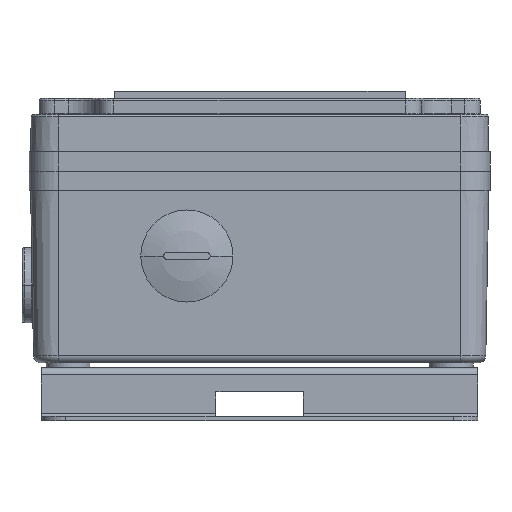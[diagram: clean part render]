
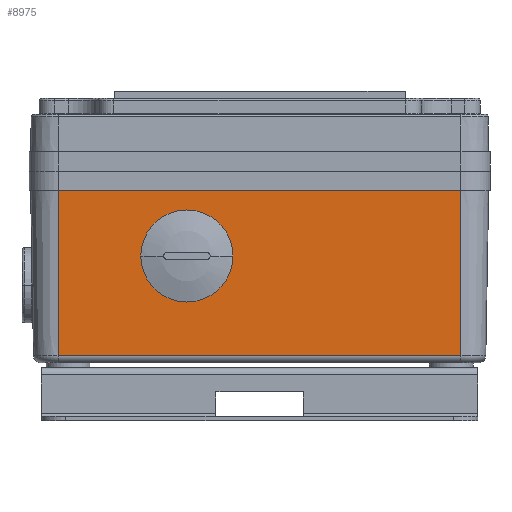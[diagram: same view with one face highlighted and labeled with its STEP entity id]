
A CAD part, front view. The second image highlights one B-rep face of the part: STEP entity #8975.
In plain terms, the highlighted planar face has unit normal (0, -1, -0.018).
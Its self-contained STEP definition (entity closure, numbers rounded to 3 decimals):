
#172=DIRECTION('',(-1.,0.,0.));
#173=VECTOR('',#172,83.03);
#174=CARTESIAN_POINT('',(41.513,-31.638,1.474));
#175=LINE('',#174,#173);
#176=DIRECTION('',(0.,-0.017,1.));
#177=VECTOR('',#176,34.031);
#178=CARTESIAN_POINT('',(-41.517,-31.638,1.474));
#179=LINE('',#178,#177);
#180=DIRECTION('',(1.,0.,0.));
#181=VECTOR('',#180,83.03);
#182=CARTESIAN_POINT('',(-41.515,-32.232,35.5));
#183=LINE('',#182,#181);
#184=CARTESIAN_POINT('',(-23.1,-31.996,22.));
#185=CARTESIAN_POINT('',(-23.1,-32.013,22.955));
#186=CARTESIAN_POINT('',(-22.754,-32.049,25.018));
#187=CARTESIAN_POINT('',(-21.208,-32.091,27.416));
#188=CARTESIAN_POINT('',(-19.458,-32.116,28.831));
#189=CARTESIAN_POINT('',(-17.992,-32.129,29.585));
#190=CARTESIAN_POINT('',(-16.463,-32.136,30.015));
#191=CARTESIAN_POINT('',(-15.,-32.138,30.142));
#192=CARTESIAN_POINT('',(-13.537,-32.136,30.015));
#193=CARTESIAN_POINT('',(-12.008,-32.129,29.585));
#194=CARTESIAN_POINT('',(-10.542,-32.116,28.831));
#195=CARTESIAN_POINT('',(-8.792,-32.091,27.416));
#196=CARTESIAN_POINT('',(-7.246,-32.049,25.018));
#197=CARTESIAN_POINT('',(-6.9,-32.013,22.955));
#198=CARTESIAN_POINT('',(-6.9,-31.996,22.));
#200=CARTESIAN_POINT('',(-6.9,-31.996,22.));
#201=CARTESIAN_POINT('',(-6.9,-31.98,21.045));
#202=CARTESIAN_POINT('',(-7.246,-31.944,18.982));
#203=CARTESIAN_POINT('',(-8.792,-31.902,16.584));
#204=CARTESIAN_POINT('',(-10.542,-31.877,15.169));
#205=CARTESIAN_POINT('',(-12.008,-31.864,14.415));
#206=CARTESIAN_POINT('',(-13.537,-31.856,13.985));
#207=CARTESIAN_POINT('',(-15.,-31.854,13.858));
#208=CARTESIAN_POINT('',(-16.463,-31.856,13.985));
#209=CARTESIAN_POINT('',(-17.992,-31.864,14.415));
#210=CARTESIAN_POINT('',(-19.458,-31.877,15.169));
#211=CARTESIAN_POINT('',(-21.208,-31.902,16.584));
#212=CARTESIAN_POINT('',(-22.754,-31.944,18.982));
#213=CARTESIAN_POINT('',(-23.1,-31.98,21.045));
#214=CARTESIAN_POINT('',(-23.1,-31.996,22.));
#6639=DIRECTION('',(0.,-0.017,1.));
#6640=VECTOR('',#6639,34.031);
#6641=CARTESIAN_POINT('',(41.513,-31.638,1.474));
#6642=LINE('',#6641,#6640);
#8631=CARTESIAN_POINT('',(-23.1,-31.996,22.));
#8633=VERTEX_POINT('',#8631);
#8635=CARTESIAN_POINT('',(-6.9,-31.996,22.));
#8637=VERTEX_POINT('',#8635);
#8646=CARTESIAN_POINT('',(-41.515,-32.232,35.5));
#8647=VERTEX_POINT('',#8646);
#8648=CARTESIAN_POINT('',(41.515,-32.232,35.5));
#8649=VERTEX_POINT('',#8648);
#8658=CARTESIAN_POINT('',(-41.517,-31.638,
1.474));
#8660=VERTEX_POINT('',#8658);
#8678=CARTESIAN_POINT('',(41.513,-31.638,1.474));
#8679=VERTEX_POINT('',#8678);
#8955=CARTESIAN_POINT('',(-43.982,-32.302,
39.503));
#8956=DIRECTION('',(0.,-1.,-0.017));
#8957=DIRECTION('',(1.,0.,0.));
#8958=AXIS2_PLACEMENT_3D('',#8955,#8956,#8957);
#8959=PLANE('',#8958);
#8960=ORIENTED_EDGE('',*,*,#8947,.T.);
#8962=ORIENTED_EDGE('',*,*,#8961,.T.);
#8964=ORIENTED_EDGE('',*,*,#8963,.T.);
#8966=ORIENTED_EDGE('',*,*,#8965,.F.);
#8967=EDGE_LOOP('',(#8960,#8962,#8964,#8966));
#8968=FACE_OUTER_BOUND('',#8967,.F.);
#8970=ORIENTED_EDGE('',*,*,#8969,.F.);
#8972=ORIENTED_EDGE('',*,*,#8971,.F.);
#8973=EDGE_LOOP('',(#8970,#8972));
#8974=FACE_BOUND('',#8973,.F.);
#199=B_SPLINE_CURVE_WITH_KNOTS('',3,(#184,#185,#186,#187,#188,#189,#190,#191,
#192,#193,#194,#195,#196,#197,#198),.UNSPECIFIED.,.F.,.F.,(4,1,1,1,1,1,1,1,1,1,
1,1,4),(0.,0.125,0.25,0.313,0.375,0.438,0.5,0.563,0.625,
0.688,0.75,0.875,1.),.UNSPECIFIED.);
#215=B_SPLINE_CURVE_WITH_KNOTS('',3,(#200,#201,#202,#203,#204,#205,#206,#207,
#208,#209,#210,#211,#212,#213,#214),.UNSPECIFIED.,.F.,.F.,(4,1,1,1,1,1,1,1,1,1,
1,1,4),(0.,0.125,0.25,0.313,0.375,0.438,0.5,0.563,0.625,
0.688,0.75,0.875,1.),.UNSPECIFIED.);
#8947=EDGE_CURVE('',#8679,#8660,#175,.T.);
#8961=EDGE_CURVE('',#8660,#8647,#179,.T.);
#8963=EDGE_CURVE('',#8647,#8649,#183,.T.);
#8965=EDGE_CURVE('',#8679,#8649,#6642,.T.);
#8969=EDGE_CURVE('',#8633,#8637,#199,.T.);
#8971=EDGE_CURVE('',#8637,#8633,#215,.T.);
#8975=ADVANCED_FACE('',(#8968,#8974),#8959,.T.);
